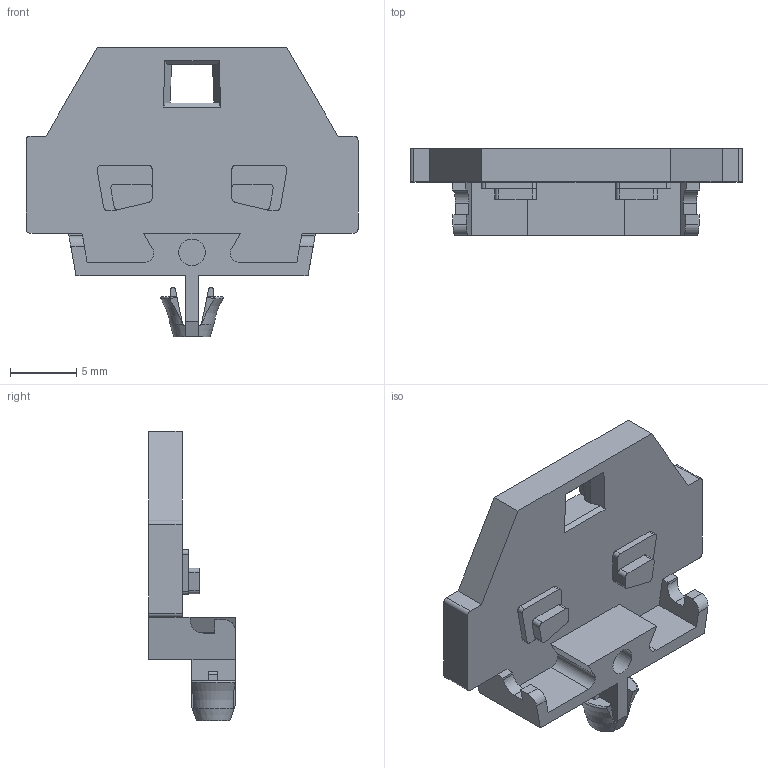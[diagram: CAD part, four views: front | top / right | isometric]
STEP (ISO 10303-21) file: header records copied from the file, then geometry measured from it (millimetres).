
FILE_DESCRIPTION( ( 'Unknown' ), '1' );
FILE_NAME( 'SDUB1.5-C-20211207.stp', 'Unknown', ( 'Unknown' ), ( 'Unknown' ), 'XStep 1.0', 'Unknown', ' ' );
FILE_SCHEMA( ( 'CONFIG_CONTROL_DESIGN' ) );
Length unit declared in the file: millimetre
Products named in the file (1): 1
Bounding box: 25 x 6.5 x 21.8 mm (x, y, z)
Volume: 1053.5 mm3; surface area: 1264.9 mm2
Topology: 1 solids, 1 shells, 128 faces, 363 edges, 240 vertices
Faces by surface type: plane 81, cylinder 37, torus 8, cone 2
Full cylindrical faces by diameter (mm): 2 x1
Entity records: 4330 total; most frequent: CARTESIAN_POINT 953, ORIENTED_EDGE 724, DIRECTION 662, EDGE_CURVE 362, LINE 248, VECTOR 248, VERTEX_POINT 240, AXIS2_PLACEMENT_3D 207
